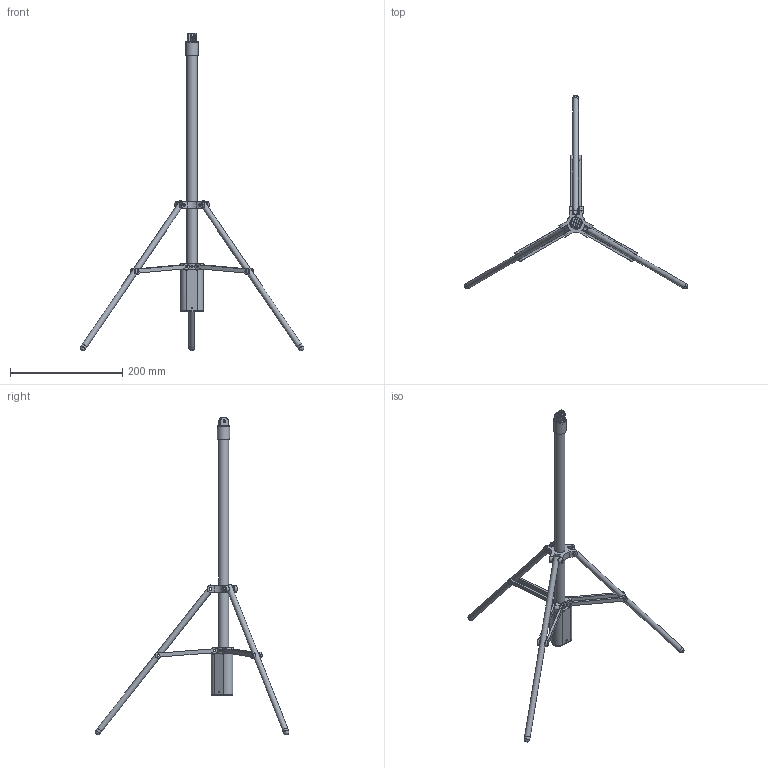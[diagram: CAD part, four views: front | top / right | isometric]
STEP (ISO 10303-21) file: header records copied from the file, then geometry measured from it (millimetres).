
FILE_DESCRIPTION(/* description */ (''),/* implementation_level */ '2;1');
FILE_NAME(/* name */ 'assembly.stp',/* time_stamp */ '2024-07-24T02:06:07+07:00',/* author */ ('Eugene'),/* organization */ (''),/* preprocessor_version */ 'ST-DEVELOPER v18.1',/* originating_system */ 'Autodesk Inventor 2021',/* authorisation */ '');
FILE_SCHEMA (('AUTOMOTIVE_DESIGN { 1 0 10303 214 3 1 1 }'));
Length unit declared in the file: millimetre
Products named in the file (9): Сборка  с аккумулятором; верхняя часть; ножка; резиновая ножка; центральный шток; тяга; нижняя часть 
с аккумулятором; крышка аккумулятора; крепление аппаратуры
Assembly tree (17 placements, depth 2):
  Сборка  с аккумулятором
    верхняя часть
    ножка  x3
    резиновая ножка  x3
    центральный шток
    тяга  x6
    нижняя часть 
с аккумулятором
    крышка аккумулятора
    крепление аппаратуры
Bounding box: 398 x 345.16 x 565.02 mm (x, y, z)
Volume: 120222.4 mm3; surface area: 152790 mm2
Topology: 17 solids, 17 shells, 302 faces, 832 edges, 552 vertices
Faces by surface type: cylinder 151, plane 125, bspline 16, torus 7, sphere 3
Full cylindrical faces by diameter (mm): 2.8 x3, 2.9 x3, 3.6 x6, 4 x25, 5 x15, 7.4 x1, 8 x6, 10 x3, 15.4 x1, 15.6 x1, 18 x1, 18.2 x2, 22 x1
Entity records: 9948 total; most frequent: CARTESIAN_POINT 3372, ORIENTED_EDGE 1294, DIRECTION 1271, EDGE_CURVE 647, AXIS2_PLACEMENT_3D 478, VERTEX_POINT 428, LINE 315, VECTOR 315
